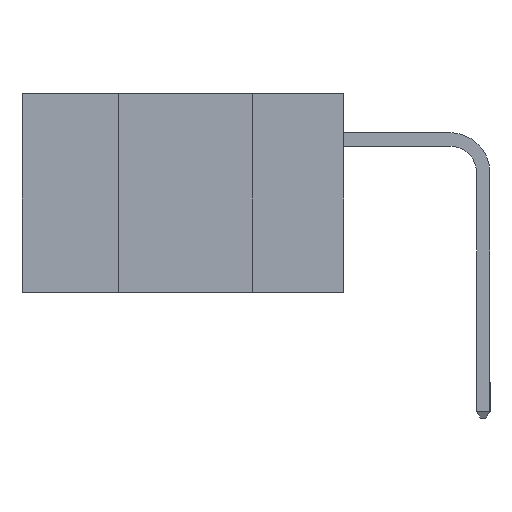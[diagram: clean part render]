
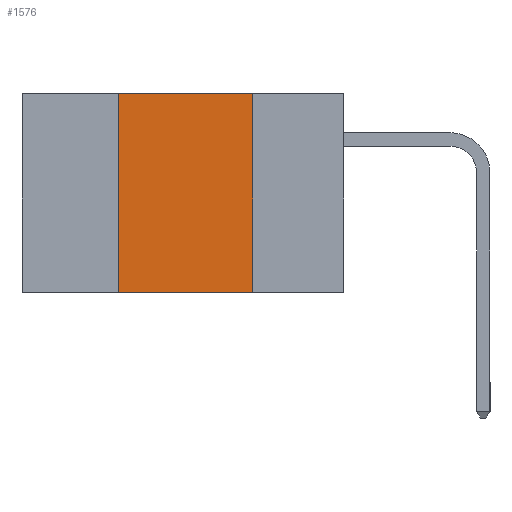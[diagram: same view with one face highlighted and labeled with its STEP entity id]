
A CAD part, left-side view. The second image highlights one B-rep face of the part: STEP entity #1576.
In plain terms, the highlighted planar face has unit normal (-1, 0, 0).
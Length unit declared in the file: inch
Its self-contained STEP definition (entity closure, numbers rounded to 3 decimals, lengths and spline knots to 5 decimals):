
#185 = CARTESIAN_POINT ( 'NONE',  ( 0., 0.17, 0. ) ) ;
#298 = CARTESIAN_POINT ( 'NONE',  ( 0., 0.17, -0.37 ) ) ;
#671 = PLANE ( 'NONE',  #7941 ) ;
#1191 = VERTEX_POINT ( 'NONE', #1819 ) ;
#1439 = DIRECTION ( 'NONE',  ( 0., 0., -1. ) ) ;
#1576 = ADVANCED_FACE ( 'NONE', ( #4443 ), #671, .F. ) ;
#1620 = CARTESIAN_POINT ( 'NONE',  ( 0., 0.6, 0. ) ) ;
#1623 = DIRECTION ( 'NONE',  ( 1., 0., 0. ) ) ;
#1819 = CARTESIAN_POINT ( 'NONE',  ( 0., 0.42, -0.37 ) ) ;
#2003 = ORIENTED_EDGE ( 'NONE', *, *, #3106, .F. ) ;
#2082 = VERTEX_POINT ( 'NONE', #5946 ) ;
#2354 = VECTOR ( 'NONE', #10985, 39.37008 ) ;
#2494 = VECTOR ( 'NONE', #5662, 39.37008 ) ;
#3106 = EDGE_CURVE ( 'NONE', #2082, #4174, #5148, .T. ) ;
#3432 = EDGE_LOOP ( 'NONE', ( #11399, #2003, #7498, #11363 ) ) ;
#3447 = VERTEX_POINT ( 'NONE', #298 ) ;
#3477 = LINE ( 'NONE', #12113, #2494 ) ;
#3531 = EDGE_CURVE ( 'NONE', #1191, #3447, #11255, .T. ) ;
#4073 = VECTOR ( 'NONE', #8572, 39.37008 ) ;
#4174 = VERTEX_POINT ( 'NONE', #12311 ) ;
#4443 = FACE_OUTER_BOUND ( 'NONE', #3432, .T. ) ;
#4945 = EDGE_CURVE ( 'NONE', #1191, #2082, #3477, .T. ) ;
#5148 = LINE ( 'NONE', #10039, #2354 ) ;
#5662 = DIRECTION ( 'NONE',  ( 0., 0., 1. ) ) ;
#5946 = CARTESIAN_POINT ( 'NONE',  ( 0., 0.42, 0. ) ) ;
#6540 = DIRECTION ( 'NONE',  ( 0., -1., 0. ) ) ;
#7056 = EDGE_CURVE ( 'NONE', #4174, #3447, #9449, .T. ) ;
#7498 = ORIENTED_EDGE ( 'NONE', *, *, #4945, .F. ) ;
#7941 = AXIS2_PLACEMENT_3D ( 'NONE', #1620, #1623, #1439 ) ;
#8501 = VECTOR ( 'NONE', #6540, 39.37008 ) ;
#8572 = DIRECTION ( 'NONE',  ( 0., 0., -1. ) ) ;
#9449 = LINE ( 'NONE', #185, #4073 ) ;
#10039 = CARTESIAN_POINT ( 'NONE',  ( 0., 0.6, 0. ) ) ;
#10985 = DIRECTION ( 'NONE',  ( 0., -1., 0. ) ) ;
#11255 = LINE ( 'NONE', #12893, #8501 ) ;
#11363 = ORIENTED_EDGE ( 'NONE', *, *, #3531, .T. ) ;
#11399 = ORIENTED_EDGE ( 'NONE', *, *, #7056, .F. ) ;
#12113 = CARTESIAN_POINT ( 'NONE',  ( 0., 0.42, 0. ) ) ;
#12311 = CARTESIAN_POINT ( 'NONE',  ( 0., 0.17, 0. ) ) ;
#12893 = CARTESIAN_POINT ( 'NONE',  ( 0., 0.6, -0.37 ) ) ;
